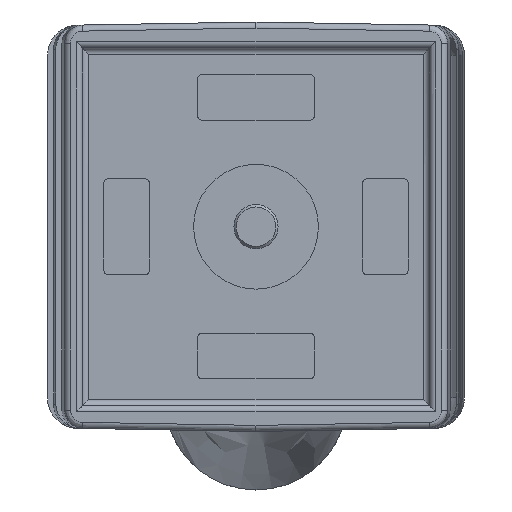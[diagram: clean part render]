
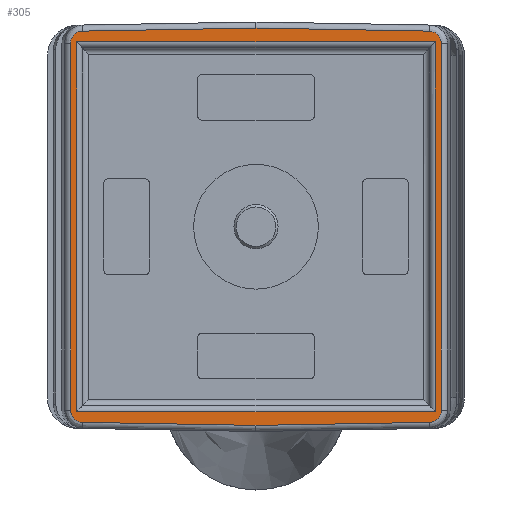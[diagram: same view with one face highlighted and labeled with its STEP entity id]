
A CAD part, front view. The second image highlights one B-rep face of the part: STEP entity #305.
In plain terms, the highlighted planar face has unit normal (0, -1, 0).
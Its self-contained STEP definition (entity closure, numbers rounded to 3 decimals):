
#123=FACE_BOUND('',#805,.T.);
#124=FACE_BOUND('',#806,.T.);
#305=ADVANCED_FACE('',(#123,#124),#481,.T.);
#481=PLANE('',#3544);
#805=EDGE_LOOP('',(#1845,#1846,#1847,#1848,#1849,#1850,#1851,#1852,#1853,
#1854,#1855,#1856,#1857,#1858,#1859,#1860,#1861,#1862));
#806=EDGE_LOOP('',(#1863,#1864,#1865,#1866));
#1103=LINE('',#5370,#1404);
#1104=LINE('',#5373,#1405);
#1105=LINE('',#5375,#1406);
#1106=LINE('',#5385,#1407);
#1107=LINE('',#5391,#1408);
#1108=LINE('',#5393,#1409);
#1109=LINE('',#5395,#1410);
#1110=LINE('',#5397,#1411);
#1111=LINE('',#5403,#1412);
#1112=LINE('',#5408,#1413);
#1113=LINE('',#5411,#1414);
#1114=LINE('',#5413,#1415);
#1115=LINE('',#5415,#1416);
#1404=VECTOR('',#4096,1.);
#1405=VECTOR('',#4097,1.);
#1406=VECTOR('',#4098,1.);
#1407=VECTOR('',#4103,1.);
#1408=VECTOR('',#4108,1.);
#1409=VECTOR('',#4109,1.);
#1410=VECTOR('',#4110,1.);
#1411=VECTOR('',#4111,1.);
#1412=VECTOR('',#4116,1.);
#1413=VECTOR('',#4121,1.);
#1414=VECTOR('',#4122,1.);
#1415=VECTOR('',#4123,1.);
#1416=VECTOR('',#4124,1.);
#1595=B_SPLINE_CURVE_WITH_KNOTS('',3,(#5376,#5377,#5378,#5379),
 .UNSPECIFIED.,.F.,.F.,(4,4),(0.,1.),.UNSPECIFIED.);
#1845=ORIENTED_EDGE('',*,*,#3079,.F.);
#1846=ORIENTED_EDGE('',*,*,#3080,.T.);
#1847=ORIENTED_EDGE('',*,*,#3081,.T.);
#1848=ORIENTED_EDGE('',*,*,#3082,.T.);
#1849=ORIENTED_EDGE('',*,*,#3083,.T.);
#1850=ORIENTED_EDGE('',*,*,#3084,.T.);
#1851=ORIENTED_EDGE('',*,*,#3085,.T.);
#1852=ORIENTED_EDGE('',*,*,#3086,.T.);
#1853=ORIENTED_EDGE('',*,*,#3087,.T.);
#1854=ORIENTED_EDGE('',*,*,#3088,.F.);
#1855=ORIENTED_EDGE('',*,*,#3089,.T.);
#1856=ORIENTED_EDGE('',*,*,#3090,.T.);
#1857=ORIENTED_EDGE('',*,*,#3091,.T.);
#1858=ORIENTED_EDGE('',*,*,#3092,.T.);
#1859=ORIENTED_EDGE('',*,*,#3093,.T.);
#1860=ORIENTED_EDGE('',*,*,#3094,.T.);
#1861=ORIENTED_EDGE('',*,*,#3095,.T.);
#1862=ORIENTED_EDGE('',*,*,#3096,.T.);
#1863=ORIENTED_EDGE('',*,*,#3097,.T.);
#1864=ORIENTED_EDGE('',*,*,#3098,.T.);
#1865=ORIENTED_EDGE('',*,*,#3099,.T.);
#1866=ORIENTED_EDGE('',*,*,#3100,.T.);
#2582=VERTEX_POINT('',#4766);
#2719=VERTEX_POINT('',#5371);
#2720=VERTEX_POINT('',#5372);
#2721=VERTEX_POINT('',#5374);
#2722=VERTEX_POINT('',#5380);
#2723=VERTEX_POINT('',#5382);
#2724=VERTEX_POINT('',#5384);
#2725=VERTEX_POINT('',#5386);
#2726=VERTEX_POINT('',#5388);
#2727=VERTEX_POINT('',#5390);
#2728=VERTEX_POINT('',#5392);
#2729=VERTEX_POINT('',#5394);
#2730=VERTEX_POINT('',#5396);
#2731=VERTEX_POINT('',#5398);
#2732=VERTEX_POINT('',#5400);
#2733=VERTEX_POINT('',#5402);
#2734=VERTEX_POINT('',#5404);
#2735=VERTEX_POINT('',#5406);
#2736=VERTEX_POINT('',#5409);
#2737=VERTEX_POINT('',#5410);
#2738=VERTEX_POINT('',#5412);
#2739=VERTEX_POINT('',#5414);
#3079=EDGE_CURVE('',#2719,#2720,#1103,.T.);
#3080=EDGE_CURVE('',#2719,#2721,#1104,.T.);
#3081=EDGE_CURVE('',#2721,#2582,#1105,.T.);
#3082=EDGE_CURVE('',#2582,#2722,#1595,.T.);
#3083=EDGE_CURVE('',#2722,#2723,#3381,.T.);
#3084=EDGE_CURVE('',#2723,#2724,#3382,.T.);
#3085=EDGE_CURVE('',#2724,#2725,#1106,.T.);
#3086=EDGE_CURVE('',#2725,#2726,#3383,.T.);
#3087=EDGE_CURVE('',#2726,#2727,#3384,.T.);
#3088=EDGE_CURVE('',#2728,#2727,#1107,.T.);
#3089=EDGE_CURVE('',#2728,#2729,#1108,.T.);
#3090=EDGE_CURVE('',#2729,#2730,#1109,.T.);
#3091=EDGE_CURVE('',#2730,#2731,#1110,.T.);
#3092=EDGE_CURVE('',#2731,#2732,#3385,.T.);
#3093=EDGE_CURVE('',#2732,#2733,#3386,.T.);
#3094=EDGE_CURVE('',#2733,#2734,#1111,.T.);
#3095=EDGE_CURVE('',#2734,#2735,#3387,.T.);
#3096=EDGE_CURVE('',#2735,#2720,#3388,.T.);
#3097=EDGE_CURVE('',#2736,#2737,#1112,.T.);
#3098=EDGE_CURVE('',#2737,#2738,#1113,.T.);
#3099=EDGE_CURVE('',#2738,#2739,#1114,.T.);
#3100=EDGE_CURVE('',#2739,#2736,#1115,.T.);
#3381=ELLIPSE('',#3536,1.2,1.2);
#3382=ELLIPSE('',#3537,0.798,0.798);
#3383=ELLIPSE('',#3538,0.798,0.798);
#3384=ELLIPSE('',#3539,1.2,1.2);
#3385=ELLIPSE('',#3540,1.2,1.2);
#3386=ELLIPSE('',#3541,0.798,0.798);
#3387=ELLIPSE('',#3542,0.798,0.798);
#3388=ELLIPSE('',#3543,1.2,1.2);
#3536=AXIS2_PLACEMENT_3D('',#5381,#4099,#4100);
#3537=AXIS2_PLACEMENT_3D('',#5383,#4101,#4102);
#3538=AXIS2_PLACEMENT_3D('',#5387,#4104,#4105);
#3539=AXIS2_PLACEMENT_3D('',#5389,#4106,#4107);
#3540=AXIS2_PLACEMENT_3D('',#5399,#4112,#4113);
#3541=AXIS2_PLACEMENT_3D('',#5401,#4114,#4115);
#3542=AXIS2_PLACEMENT_3D('',#5405,#4117,#4118);
#3543=AXIS2_PLACEMENT_3D('',#5407,#4119,#4120);
#3544=AXIS2_PLACEMENT_3D('',#5416,#4125,#4126);
#4096=DIRECTION('',(0.,0.,1.));
#4097=DIRECTION('',(1.,0.,-0.017));
#4098=DIRECTION('',(1.,0.,0.017));
#4099=DIRECTION('',(0.,-1.,0.));
#4100=DIRECTION('',(-1.,0.,0.));
#4101=DIRECTION('',(0.,-1.,0.));
#4102=DIRECTION('',(-1.,0.,0.));
#4103=DIRECTION('',(0.,0.,1.));
#4104=DIRECTION('',(0.,-1.,0.));
#4105=DIRECTION('',(-1.,0.,0.));
#4106=DIRECTION('',(0.,-1.,0.));
#4107=DIRECTION('',(-1.,0.,0.));
#4108=DIRECTION('',(0.,0.,-1.));
#4109=DIRECTION('',(-1.,0.,0.017));
#4110=DIRECTION('',(-1.,0.,-0.017));
#4111=DIRECTION('',(0.,0.,-1.));
#4112=DIRECTION('',(0.,-1.,0.));
#4113=DIRECTION('',(-1.,0.,0.));
#4114=DIRECTION('',(0.,-1.,0.));
#4115=DIRECTION('',(-1.,0.,0.));
#4116=DIRECTION('',(0.,0.,-1.));
#4117=DIRECTION('',(0.,-1.,0.));
#4118=DIRECTION('',(-1.,0.,0.));
#4119=DIRECTION('',(0.,-1.,0.));
#4120=DIRECTION('',(-1.,0.,0.));
#4121=DIRECTION('',(0.,0.,1.));
#4122=DIRECTION('',(1.,0.,0.));
#4123=DIRECTION('',(0.,0.,-1.));
#4124=DIRECTION('',(-1.,0.,0.));
#4125=DIRECTION('',(0.,-1.,0.));
#4126=DIRECTION('',(0.,0.,1.));
#4766=CARTESIAN_POINT('',(11.38,-26.6,-1.554));
#5370=CARTESIAN_POINT('',(-11.38,-26.6,-3.95));
#5371=CARTESIAN_POINT('',(-11.38,-26.6,-1.554));
#5372=CARTESIAN_POINT('',(-11.38,-26.6,-1.55));
#5373=CARTESIAN_POINT('',(12.9,-26.6,-1.978));
#5374=CARTESIAN_POINT('',(0.,-26.6,-1.753));
#5375=CARTESIAN_POINT('',(11.373,-26.6,-1.554));
#5376=CARTESIAN_POINT('',(11.38,-26.6,-1.554));
#5377=CARTESIAN_POINT('',(11.38,-26.6,-1.553));
#5378=CARTESIAN_POINT('',(11.38,-26.6,-1.551));
#5379=CARTESIAN_POINT('',(11.38,-26.6,-1.55));
#5380=CARTESIAN_POINT('',(11.38,-26.6,-1.55));
#5381=CARTESIAN_POINT('',(11.384,-26.6,-0.35));
#5382=CARTESIAN_POINT('',(11.39,-26.6,-1.55));
#5383=CARTESIAN_POINT('',(11.386,-26.6,-0.752));
#5384=CARTESIAN_POINT('',(12.184,-26.6,-0.752));
#5385=CARTESIAN_POINT('',(12.184,-26.6,23.352));
#5386=CARTESIAN_POINT('',(12.184,-26.6,23.352));
#5387=CARTESIAN_POINT('',(11.386,-26.6,23.352));
#5388=CARTESIAN_POINT('',(11.39,-26.6,24.15));
#5389=CARTESIAN_POINT('',(11.384,-26.6,22.95));
#5390=CARTESIAN_POINT('',(11.38,-26.6,24.15));
#5391=CARTESIAN_POINT('',(11.38,-26.6,27.55));
#5392=CARTESIAN_POINT('',(11.38,-26.6,24.154));
#5393=CARTESIAN_POINT('',(13.355,-26.6,24.12));
#5394=CARTESIAN_POINT('',(0.,-26.6,24.353));
#5395=CARTESIAN_POINT('',(12.437,-26.6,24.57));
#5396=CARTESIAN_POINT('',(-11.377,-26.6,24.154));
#5397=CARTESIAN_POINT('',(-11.377,-26.6,27.55));
#5398=CARTESIAN_POINT('',(-11.377,-26.6,24.15));
#5399=CARTESIAN_POINT('',(-11.384,-26.6,22.95));
#5400=CARTESIAN_POINT('',(-11.39,-26.6,24.15));
#5401=CARTESIAN_POINT('',(-11.386,-26.6,23.352));
#5402=CARTESIAN_POINT('',(-12.184,-26.6,23.352));
#5403=CARTESIAN_POINT('',(-12.184,-26.6,-1.95));
#5404=CARTESIAN_POINT('',(-12.184,-26.6,-0.752));
#5405=CARTESIAN_POINT('',(-11.386,-26.6,-0.752));
#5406=CARTESIAN_POINT('',(-11.39,-26.6,-1.55));
#5407=CARTESIAN_POINT('',(-11.384,-26.6,-0.35));
#5408=CARTESIAN_POINT('',(-11.794,-26.6,23.05));
#5409=CARTESIAN_POINT('',(-11.794,-26.6,-0.844));
#5410=CARTESIAN_POINT('',(-11.794,-26.6,23.444));
#5411=CARTESIAN_POINT('',(11.4,-26.6,23.444));
#5412=CARTESIAN_POINT('',(11.794,-26.6,23.444));
#5413=CARTESIAN_POINT('',(11.794,-26.6,-0.45));
#5414=CARTESIAN_POINT('',(11.794,-26.6,-0.844));
#5415=CARTESIAN_POINT('',(-11.4,-26.6,-0.844));
#5416=CARTESIAN_POINT('',(12.9,-26.6,-1.95));
